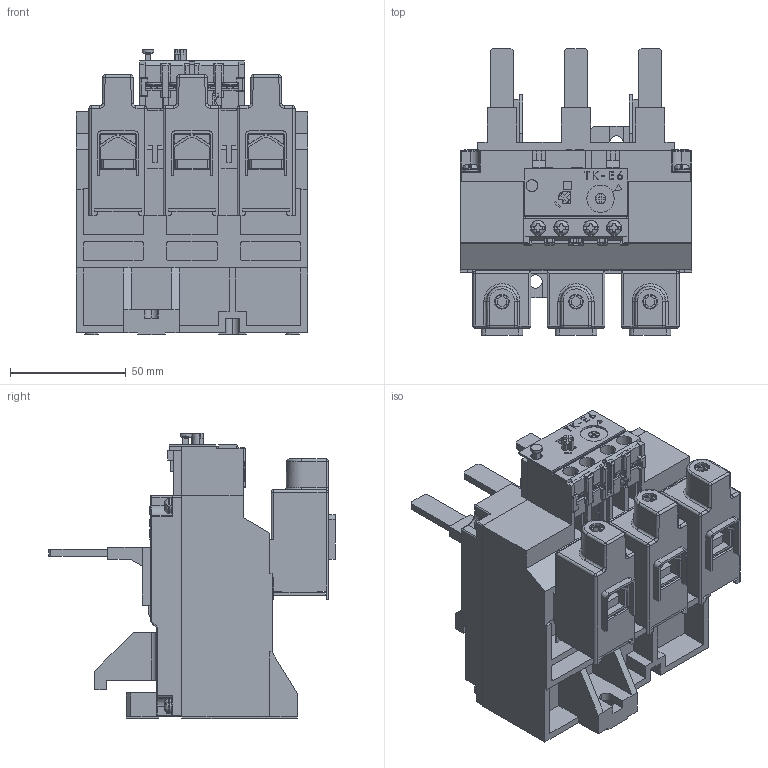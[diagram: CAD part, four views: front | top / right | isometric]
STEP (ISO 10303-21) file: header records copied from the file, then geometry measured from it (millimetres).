
FILE_DESCRIPTION (( 'STEP AP214' ), '1' );
FILE_NAME ('TK-E6-6500.step', '2016-04-18T19:16:56', ( '' ), ( '' ), 'SwSTEP 2.0', 'SolidWorks 2015', '' );
FILE_SCHEMA (( 'AUTOMOTIVE_DESIGN' ));
Length unit declared in the file: inch
Products named in the file (4): TK-E6-COMPONENTS; TK-E6_Upper Case; TK-E6_Lower Case; TK-E6-6500
Assembly tree (3 placements, depth 2):
  TK-E6-6500
    TK-E6_Lower Case
    TK-E6_Upper Case
    TK-E6-COMPONENTS
Bounding box: 100 x 123.87 x 123.2 mm (x, y, z)
Volume: 473678 mm3; surface area: 172190.5 mm2
Topology: 61 solids, 61 shells, 2270 faces, 6134 edges, 3980 vertices
Faces by surface type: plane 1643, cylinder 442, bspline 131, cone 54
Entity records: 107553 total; most frequent: CARTESIAN_POINT 20315, ORIENTED_EDGE 12236, DIRECTION 11069, EDGE_CURVE 6118, VECTOR 4673, LINE 4673, VERTEX_POINT 3980, AXIS2_PLACEMENT_3D 3198
